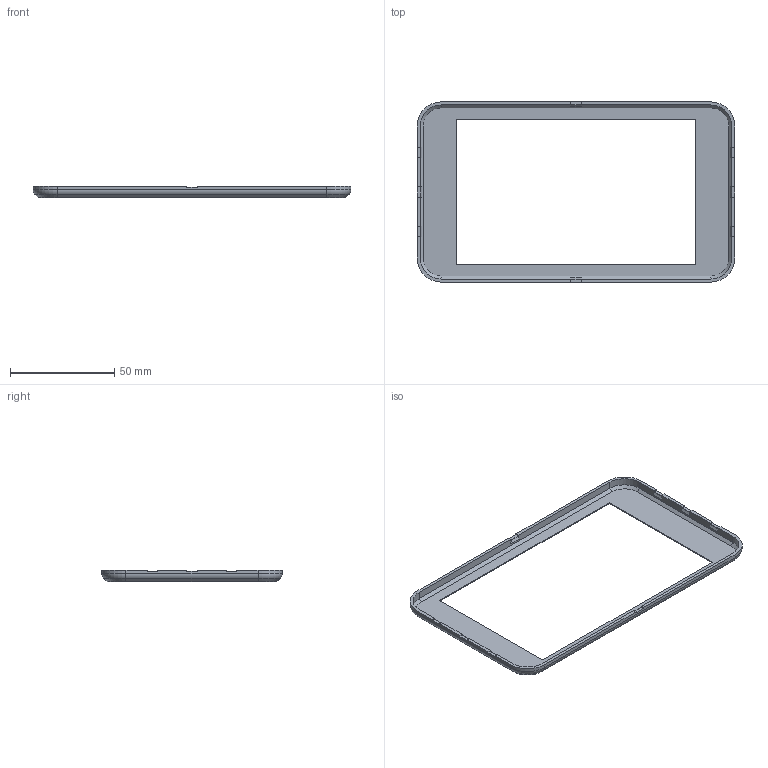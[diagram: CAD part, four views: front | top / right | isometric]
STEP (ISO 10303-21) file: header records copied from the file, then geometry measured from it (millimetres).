
FILE_DESCRIPTION(/* description */ (''),/* implementation_level */ '2;1');
FILE_NAME(/* name */ 'Battery Monitor Bezel.step',/* time_stamp */ '2023-11-24T16:18:50-04:00',/* author */ (''),/* organization */ (''),/* preprocessor_version */ 'ST-DEVELOPER v20',/* originating_system */ 'Autodesk Translation Framework v12.14.0.127',/* authorisation */ '');
FILE_SCHEMA (('AUTOMOTIVE_DESIGN { 1 0 10303 214 3 1 1 }'));
Length unit declared in the file: millimetre
Products named in the file (1): Battery Monitor - cut
Bounding box: 152.6 x 86.6 x 5.46 mm (x, y, z)
Volume: 4739.6 mm3; surface area: 13909.6 mm2
Topology: 1 solids, 1 shells, 110 faces, 276 edges, 176 vertices
Faces by surface type: plane 86, cylinder 12, cone 8, torus 4
Entity records: 3250 total; most frequent: CARTESIAN_POINT 563, ORIENTED_EDGE 552, DIRECTION 534, EDGE_CURVE 276, LINE 240, VECTOR 240, VERTEX_POINT 176, AXIS2_PLACEMENT_3D 147
